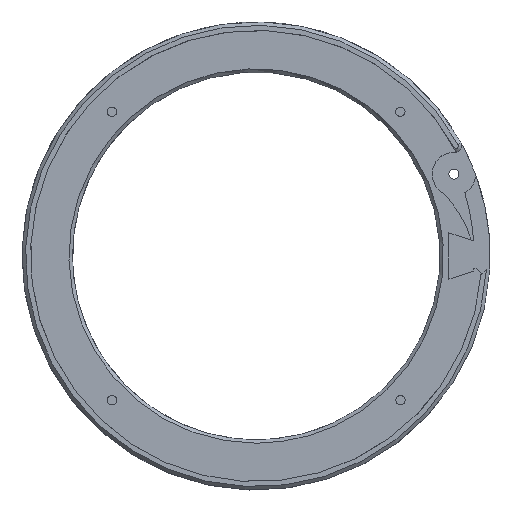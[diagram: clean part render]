
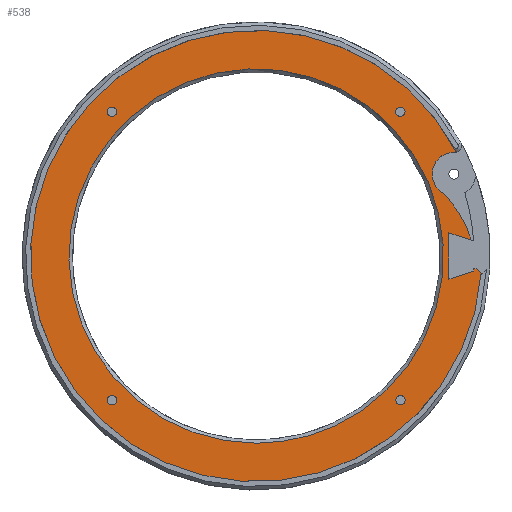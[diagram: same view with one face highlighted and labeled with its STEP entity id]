
A CAD part, top view. The second image highlights one B-rep face of the part: STEP entity #538.
In plain terms, the highlighted planar face has unit normal (0, 0, 1).
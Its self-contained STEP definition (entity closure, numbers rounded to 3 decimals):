
#33=PLANE('',#599);
#59=CIRCLE('',#600,28.);
#60=CIRCLE('',#601,0.7);
#61=CIRCLE('',#602,0.7);
#62=CIRCLE('',#603,0.7);
#63=CIRCLE('',#604,0.7);
#64=CIRCLE('',#605,1.);
#65=CIRCLE('',#606,33.75);
#66=CIRCLE('',#607,15.699);
#67=CIRCLE('',#608,3.25);
#106=ORIENTED_EDGE('',*,*,#246,.T.);
#107=ORIENTED_EDGE('',*,*,#247,.F.);
#108=ORIENTED_EDGE('',*,*,#248,.F.);
#109=ORIENTED_EDGE('',*,*,#249,.F.);
#110=ORIENTED_EDGE('',*,*,#250,.F.);
#111=ORIENTED_EDGE('',*,*,#251,.F.);
#112=ORIENTED_EDGE('',*,*,#252,.T.);
#113=ORIENTED_EDGE('',*,*,#253,.T.);
#114=ORIENTED_EDGE('',*,*,#254,.F.);
#115=ORIENTED_EDGE('',*,*,#255,.T.);
#116=ORIENTED_EDGE('',*,*,#256,.T.);
#117=ORIENTED_EDGE('',*,*,#257,.T.);
#118=ORIENTED_EDGE('',*,*,#258,.F.);
#119=ORIENTED_EDGE('',*,*,#259,.T.);
#120=ORIENTED_EDGE('',*,*,#260,.F.);
#246=EDGE_CURVE('',#317,#317,#59,.F.);
#247=EDGE_CURVE('',#318,#318,#60,.T.);
#248=EDGE_CURVE('',#319,#319,#61,.T.);
#249=EDGE_CURVE('',#320,#320,#62,.T.);
#250=EDGE_CURVE('',#321,#321,#63,.T.);
#251=EDGE_CURVE('',#322,#323,#64,.F.);
#252=EDGE_CURVE('',#322,#324,#65,.T.);
#253=EDGE_CURVE('',#324,#325,#358,.T.);
#254=EDGE_CURVE('',#326,#325,#359,.T.);
#255=EDGE_CURVE('',#326,#327,#360,.T.);
#256=EDGE_CURVE('',#327,#328,#361,.T.);
#257=EDGE_CURVE('',#328,#329,#362,.T.);
#258=EDGE_CURVE('',#330,#329,#363,.T.);
#259=EDGE_CURVE('',#330,#331,#66,.T.);
#260=EDGE_CURVE('',#323,#331,#67,.T.);
#317=VERTEX_POINT('',#875);
#318=VERTEX_POINT('',#877);
#319=VERTEX_POINT('',#879);
#320=VERTEX_POINT('',#881);
#321=VERTEX_POINT('',#883);
#322=VERTEX_POINT('',#885);
#323=VERTEX_POINT('',#886);
#324=VERTEX_POINT('',#888);
#325=VERTEX_POINT('',#890);
#326=VERTEX_POINT('',#892);
#327=VERTEX_POINT('',#894);
#328=VERTEX_POINT('',#896);
#329=VERTEX_POINT('',#898);
#330=VERTEX_POINT('',#900);
#331=VERTEX_POINT('',#902);
#358=LINE('',#889,#394);
#359=LINE('',#891,#395);
#360=LINE('',#893,#396);
#361=LINE('',#895,#397);
#362=LINE('',#897,#398);
#363=LINE('',#899,#399);
#394=VECTOR('',#706,1000.);
#395=VECTOR('',#707,1000.);
#396=VECTOR('',#708,1000.);
#397=VECTOR('',#709,1000.);
#398=VECTOR('',#710,1000.);
#399=VECTOR('',#711,1000.);
#433=EDGE_LOOP('',(#106));
#434=EDGE_LOOP('',(#107));
#435=EDGE_LOOP('',(#108));
#436=EDGE_LOOP('',(#109));
#437=EDGE_LOOP('',(#110));
#438=EDGE_LOOP('',(#111,#112,#113,#114,#115,#116,#117,#118,#119,#120));
#481=FACE_BOUND('',#433,.T.);
#482=FACE_BOUND('',#434,.T.);
#483=FACE_BOUND('',#435,.T.);
#484=FACE_BOUND('',#436,.T.);
#485=FACE_BOUND('',#437,.T.);
#486=FACE_BOUND('',#438,.T.);
#538=ADVANCED_FACE('',(#481,#482,#483,#484,#485,#486),#33,.T.);
#599=AXIS2_PLACEMENT_3D('',#873,#690,#691);
#600=AXIS2_PLACEMENT_3D('',#874,#692,#693);
#601=AXIS2_PLACEMENT_3D('',#876,#694,#695);
#602=AXIS2_PLACEMENT_3D('',#878,#696,#697);
#603=AXIS2_PLACEMENT_3D('',#880,#698,#699);
#604=AXIS2_PLACEMENT_3D('',#882,#700,#701);
#605=AXIS2_PLACEMENT_3D('',#884,#702,#703);
#606=AXIS2_PLACEMENT_3D('',#887,#704,#705);
#607=AXIS2_PLACEMENT_3D('',#901,#712,#713);
#608=AXIS2_PLACEMENT_3D('',#903,#714,#715);
#690=DIRECTION('',(0.,0.,1.));
#691=DIRECTION('',(1.,0.,0.));
#692=DIRECTION('',(0.,0.,1.));
#693=DIRECTION('',(0.,-1.,0.));
#694=DIRECTION('',(0.,0.,1.));
#695=DIRECTION('',(0.,-1.,0.));
#696=DIRECTION('',(0.,0.,1.));
#697=DIRECTION('',(0.,-1.,0.));
#698=DIRECTION('',(0.,0.,1.));
#699=DIRECTION('',(0.,-1.,0.));
#700=DIRECTION('',(0.,0.,1.));
#701=DIRECTION('',(0.,-1.,0.));
#702=DIRECTION('',(0.,0.,1.));
#703=DIRECTION('',(0.,-1.,0.));
#704=DIRECTION('',(0.,0.,1.));
#705=DIRECTION('',(0.,-1.,0.));
#706=DIRECTION('',(-0.707,0.707,0.));
#707=DIRECTION('',(1.,0.,0.));
#708=DIRECTION('',(0.,-1.,0.));
#709=DIRECTION('',(-0.949,-0.316,0.));
#710=DIRECTION('',(0.,1.,0.));
#711=DIRECTION('',(-0.949,0.316,0.));
#712=DIRECTION('',(0.,0.,1.));
#713=DIRECTION('',(0.,-1.,0.));
#714=DIRECTION('',(0.,0.,1.));
#715=DIRECTION('',(1.,0.,0.));
#873=CARTESIAN_POINT('',(-200.,149.999,3.3));
#874=CARTESIAN_POINT('',(-0.002,-0.001,3.3));
#875=CARTESIAN_POINT('',(-0.002,-28.001,3.3));
#876=CARTESIAN_POINT('',(21.566,21.567,3.3));
#877=CARTESIAN_POINT('',(21.566,20.867,3.3));
#878=CARTESIAN_POINT('',(21.567,-21.567,3.3));
#879=CARTESIAN_POINT('',(21.567,-22.267,3.3));
#880=CARTESIAN_POINT('',(-21.567,-21.567,3.3));
#881=CARTESIAN_POINT('',(-21.567,-22.267,3.3));
#882=CARTESIAN_POINT('',(-21.567,21.567,3.3));
#883=CARTESIAN_POINT('',(-21.567,20.867,3.3));
#884=CARTESIAN_POINT('',(29.732,16.492,3.3));
#885=CARTESIAN_POINT('',(29.967,15.52,3.3));
#886=CARTESIAN_POINT('',(29.693,15.492,3.3));
#887=CARTESIAN_POINT('',(-0.002,-0.001,3.3));
#888=CARTESIAN_POINT('',(33.643,-2.656,3.3));
#889=CARTESIAN_POINT('',(-159.506,190.493,3.3));
#890=CARTESIAN_POINT('',(32.891,-1.903,3.3));
#891=CARTESIAN_POINT('',(-200.,-1.903,3.3));
#892=CARTESIAN_POINT('',(32.524,-1.903,3.3));
#893=CARTESIAN_POINT('',(32.524,149.999,3.3));
#894=CARTESIAN_POINT('',(32.524,-2.255,3.3));
#895=CARTESIAN_POINT('',(-131.071,-56.787,3.3));
#896=CARTESIAN_POINT('',(28.824,-3.489,3.3));
#897=CARTESIAN_POINT('',(28.824,149.999,3.3));
#898=CARTESIAN_POINT('',(28.824,3.482,3.3));
#899=CARTESIAN_POINT('',(-221.072,86.781,3.3));
#900=CARTESIAN_POINT('',(32.155,2.372,3.3));
#901=CARTESIAN_POINT('',(17.072,-1.982,3.3));
#902=CARTESIAN_POINT('',(27.209,10.005,3.3));
#903=CARTESIAN_POINT('',(29.564,12.245,3.3));
